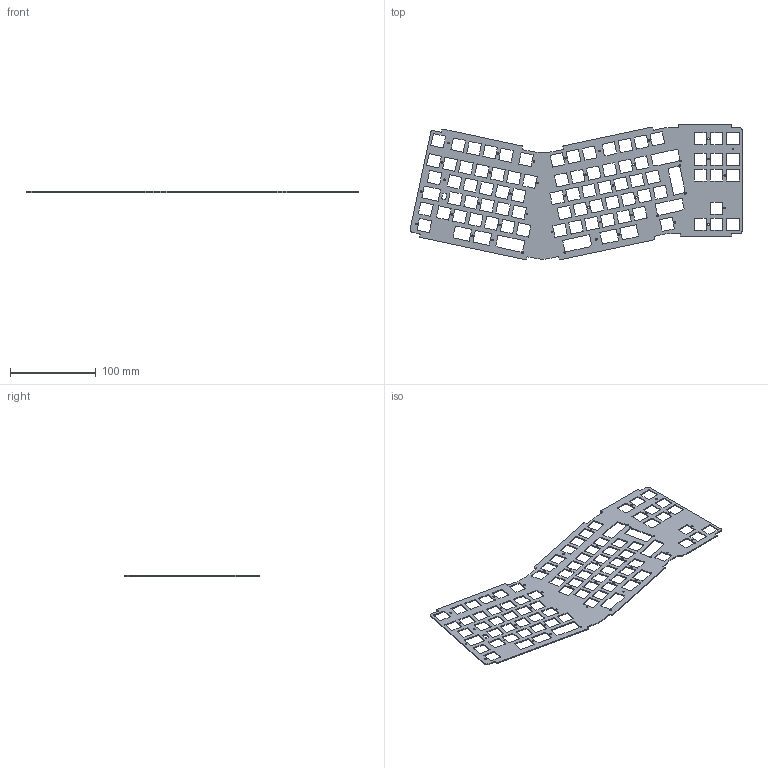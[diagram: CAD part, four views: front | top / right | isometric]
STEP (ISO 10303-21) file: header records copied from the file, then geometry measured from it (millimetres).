
FILE_DESCRIPTION(/* description */ (''),/* implementation_level */ '2;1');
FILE_NAME(/* name */ 'Virgo_Plate_ISO.step',/* time_stamp */ '2024-03-06T12:49:09+01:00',/* author */ (''),/* organization */ (''),/* preprocessor_version */ 'ST-DEVELOPER v20',/* originating_system */ 'Autodesk Translation Framework v12.20.1.177',/* authorisation */ '');
FILE_SCHEMA (('AUTOMOTIVE_DESIGN { 1 0 10303 214 3 1 1 }'));
Length unit declared in the file: millimetre
Products named in the file (2): Virgo Plate Maker; ISO
Assembly tree (1 placements, depth 2):
  Virgo Plate Maker
    ISO
Bounding box: 387.31 x 158.14 x 1.2 mm (x, y, z)
Volume: 34599.4 mm3; surface area: 65534.5 mm2
Topology: 1 solids, 1 shells, 832 faces, 2490 edges, 1660 vertices
Faces by surface type: cylinder 426, plane 406
Full cylindrical faces by diameter (mm): 2 x43
Entity records: 28851 total; most frequent: DIRECTION 5012, CARTESIAN_POINT 4985, ORIENTED_EDGE 4980, EDGE_CURVE 2490, AXIS2_PLACEMENT_3D 1687, VERTEX_POINT 1660, LINE 1638, VECTOR 1638
